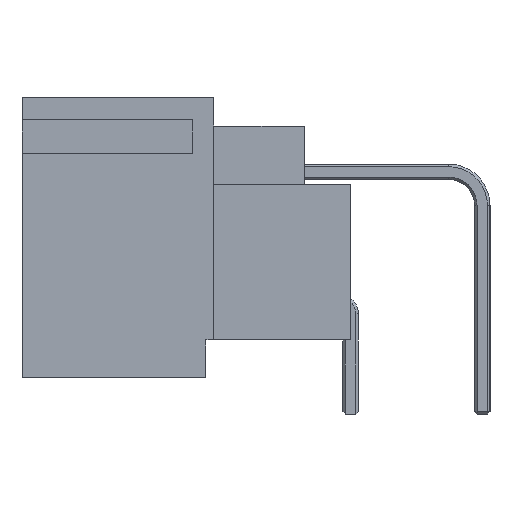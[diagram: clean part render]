
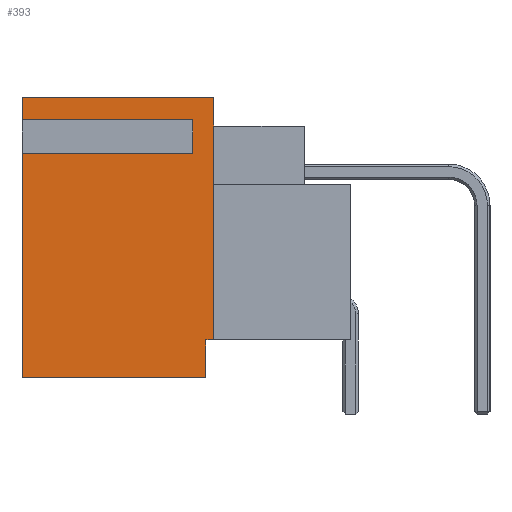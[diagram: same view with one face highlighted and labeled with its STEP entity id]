
A CAD part, left-side view. The second image highlights one B-rep face of the part: STEP entity #393.
In plain terms, the highlighted planar face has unit normal (-1, 0, 0).
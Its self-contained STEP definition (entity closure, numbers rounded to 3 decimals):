
#22 = VERTEX_POINT('',#23);
#23 = CARTESIAN_POINT('',(-4.38,5.29,9.35));
#31 = EDGE_CURVE('',#32,#22,#34,.T.);
#32 = VERTEX_POINT('',#33);
#33 = CARTESIAN_POINT('',(-4.38,12.69,9.35));
#34 = LINE('',#35,#36);
#35 = CARTESIAN_POINT('',(-4.38,12.69,9.35));
#36 = VECTOR('',#37,1.);
#37 = DIRECTION('',(0.,-1.,0.));
#77 = EDGE_CURVE('',#22,#78,#80,.T.);
#78 = VERTEX_POINT('',#79);
#79 = CARTESIAN_POINT('',(-4.38,5.29,6.));
#80 = LINE('',#81,#82);
#81 = CARTESIAN_POINT('',(-4.38,5.29,9.35));
#82 = VECTOR('',#83,1.);
#83 = DIRECTION('',(0.,0.,-1.));
#252 = EDGE_CURVE('',#253,#255,#257,.T.);
#253 = VERTEX_POINT('',#254);
#254 = CARTESIAN_POINT('',(-4.38,12.69,-1.45));
#255 = VERTEX_POINT('',#256);
#256 = CARTESIAN_POINT('',(-4.38,12.69,7.2));
#257 = LINE('',#258,#259);
#258 = CARTESIAN_POINT('',(-4.38,12.69,-1.45));
#259 = VECTOR('',#260,1.);
#260 = DIRECTION('',(0.,0.,1.));
#293 = EDGE_CURVE('',#294,#32,#296,.T.);
#294 = VERTEX_POINT('',#295);
#295 = CARTESIAN_POINT('',(-4.38,12.69,8.5));
#296 = LINE('',#297,#298);
#297 = CARTESIAN_POINT('',(-4.38,12.69,-1.45));
#298 = VECTOR('',#299,1.);
#299 = DIRECTION('',(0.,0.,1.));
#393 = ADVANCED_FACE('',(#394),#452,.F.);
#394 = FACE_BOUND('',#395,.F.);
#395 = EDGE_LOOP('',(#396,#397,#398,#399,#407,#415,#423,#429,#430,#438,
    #446));
#396 = ORIENTED_EDGE('',*,*,#293,.T.);
#397 = ORIENTED_EDGE('',*,*,#31,.T.);
#398 = ORIENTED_EDGE('',*,*,#77,.T.);
#399 = ORIENTED_EDGE('',*,*,#400,.T.);
#400 = EDGE_CURVE('',#78,#401,#403,.T.);
#401 = VERTEX_POINT('',#402);
#402 = CARTESIAN_POINT('',(-4.38,5.29,0.));
#403 = LINE('',#404,#405);
#404 = CARTESIAN_POINT('',(-4.38,5.29,9.35));
#405 = VECTOR('',#406,1.);
#406 = DIRECTION('',(0.,0.,-1.));
#407 = ORIENTED_EDGE('',*,*,#408,.T.);
#408 = EDGE_CURVE('',#401,#409,#411,.T.);
#409 = VERTEX_POINT('',#410);
#410 = CARTESIAN_POINT('',(-4.38,5.59,0.));
#411 = LINE('',#412,#413);
#412 = CARTESIAN_POINT('',(-4.38,5.29,0.));
#413 = VECTOR('',#414,1.);
#414 = DIRECTION('',(0.,1.,0.));
#415 = ORIENTED_EDGE('',*,*,#416,.T.);
#416 = EDGE_CURVE('',#409,#417,#419,.T.);
#417 = VERTEX_POINT('',#418);
#418 = CARTESIAN_POINT('',(-4.38,5.59,-1.45));
#419 = LINE('',#420,#421);
#420 = CARTESIAN_POINT('',(-4.38,5.59,0.));
#421 = VECTOR('',#422,1.);
#422 = DIRECTION('',(0.,0.,-1.));
#423 = ORIENTED_EDGE('',*,*,#424,.T.);
#424 = EDGE_CURVE('',#417,#253,#425,.T.);
#425 = LINE('',#426,#427);
#426 = CARTESIAN_POINT('',(-4.38,5.59,-1.45));
#427 = VECTOR('',#428,1.);
#428 = DIRECTION('',(0.,1.,0.));
#429 = ORIENTED_EDGE('',*,*,#252,.T.);
#430 = ORIENTED_EDGE('',*,*,#431,.F.);
#431 = EDGE_CURVE('',#432,#255,#434,.T.);
#432 = VERTEX_POINT('',#433);
#433 = CARTESIAN_POINT('',(-4.38,6.09,7.2));
#434 = LINE('',#435,#436);
#435 = CARTESIAN_POINT('',(-4.38,6.09,7.2));
#436 = VECTOR('',#437,1.);
#437 = DIRECTION('',(0.,1.,0.));
#438 = ORIENTED_EDGE('',*,*,#439,.F.);
#439 = EDGE_CURVE('',#440,#432,#442,.T.);
#440 = VERTEX_POINT('',#441);
#441 = CARTESIAN_POINT('',(-4.38,6.09,8.5));
#442 = LINE('',#443,#444);
#443 = CARTESIAN_POINT('',(-4.38,6.09,8.5));
#444 = VECTOR('',#445,1.);
#445 = DIRECTION('',(0.,0.,-1.));
#446 = ORIENTED_EDGE('',*,*,#447,.F.);
#447 = EDGE_CURVE('',#294,#440,#448,.T.);
#448 = LINE('',#449,#450);
#449 = CARTESIAN_POINT('',(-4.38,12.69,8.5));
#450 = VECTOR('',#451,1.);
#451 = DIRECTION('',(0.,-1.,0.));
#452 = PLANE('',#453);
#453 = AXIS2_PLACEMENT_3D('',#454,#455,#456);
#454 = CARTESIAN_POINT('',(-4.38,9.002,3.962));
#455 = DIRECTION('',(1.,0.,0.));
#456 = DIRECTION('',(0.,0.,1.));
